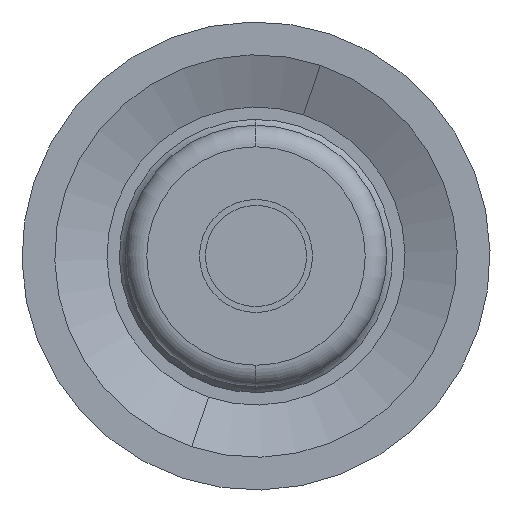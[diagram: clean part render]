
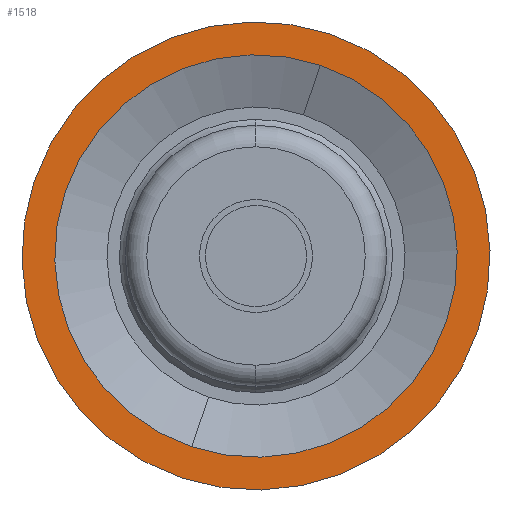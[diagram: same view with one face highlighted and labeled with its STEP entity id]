
A CAD part, left-side view. The second image highlights one B-rep face of the part: STEP entity #1518.
In plain terms, the highlighted planar face has unit normal (-1, 0, 0).
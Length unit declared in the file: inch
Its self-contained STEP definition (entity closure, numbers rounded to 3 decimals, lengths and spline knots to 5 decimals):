
#310 = DIRECTION ( 'NONE',  ( 0., -0.319, 0.948 ) ) ;
#529 = FACE_BOUND ( 'NONE', #869, .T. ) ;
#538 = FACE_OUTER_BOUND ( 'NONE', #873, .T. ) ;
#569 = CIRCLE ( 'NONE', #1262, 0.2175 ) ;
#574 = CIRCLE ( 'NONE', #1260, 0.187 ) ;
#593 = CIRCLE ( 'NONE', #1272, 0.2175 ) ;
#597 = CIRCLE ( 'NONE', #1274, 0.187 ) ;
#869 = EDGE_LOOP ( 'NONE', ( #1172, #1173 ) ) ;
#873 = EDGE_LOOP ( 'NONE', ( #1170, #1171 ) ) ;
#1089 = VERTEX_POINT ( 'NONE', #1751 ) ;
#1094 = VERTEX_POINT ( 'NONE', #1741 ) ;
#1097 = VERTEX_POINT ( 'NONE', #1738 ) ;
#1098 = VERTEX_POINT ( 'NONE', #1737 ) ;
#1170 = ORIENTED_EDGE ( 'NONE', *, *, #1343, .F. ) ;
#1171 = ORIENTED_EDGE ( 'NONE', *, *, #1357, .F. ) ;
#1172 = ORIENTED_EDGE ( 'NONE', *, *, #1361, .T. ) ;
#1173 = ORIENTED_EDGE ( 'NONE', *, *, #1339, .T. ) ;
#1236 = AXIS2_PLACEMENT_3D ( 'NONE', #1674, #1676, #310 ) ;
#1260 = AXIS2_PLACEMENT_3D ( 'NONE', #1828, #1827, #1826 ) ;
#1262 = AXIS2_PLACEMENT_3D ( 'NONE', #1839, #1838, #1837 ) ;
#1272 = AXIS2_PLACEMENT_3D ( 'NONE', #1499, #1497, #1495 ) ;
#1274 = AXIS2_PLACEMENT_3D ( 'NONE', #1613, #1611, #1610 ) ;
#1339 = EDGE_CURVE ( 'NONE', #1094, #1097, #597, .T. ) ;
#1343 = EDGE_CURVE ( 'NONE', #1098, #1089, #593, .T. ) ;
#1357 = EDGE_CURVE ( 'NONE', #1089, #1098, #569, .T. ) ;
#1361 = EDGE_CURVE ( 'NONE', #1097, #1094, #574, .T. ) ;
#1495 = DIRECTION ( 'NONE',  ( 0., -0.319, 0.948 ) ) ;
#1497 = DIRECTION ( 'NONE',  ( 1., 0., 0. ) ) ;
#1499 = CARTESIAN_POINT ( 'NONE',  ( -0.83, 0., 0. ) ) ;
#1518 = ADVANCED_FACE ( 'NONE', ( #538, #529 ), #1671, .F. ) ;
#1610 = DIRECTION ( 'NONE',  ( 0., -0.319, 0.948 ) ) ;
#1611 = DIRECTION ( 'NONE',  ( 1., 0., 0. ) ) ;
#1613 = CARTESIAN_POINT ( 'NONE',  ( -0.83, 0., 0. ) ) ;
#1671 = PLANE ( 'NONE',  #1236 ) ;
#1674 = CARTESIAN_POINT ( 'NONE',  ( -0.83, -0.17723, -0.05965 ) ) ;
#1676 = DIRECTION ( 'NONE',  ( 1., 0., 0. ) ) ;
#1737 = CARTESIAN_POINT ( 'NONE',  ( -0.83, -0.06938, 0.20614 ) ) ;
#1738 = CARTESIAN_POINT ( 'NONE',  ( -0.83, -0.05965, 0.17723 ) ) ;
#1741 = CARTESIAN_POINT ( 'NONE',  ( -0.83, 0.05965, -0.17723 ) ) ;
#1751 = CARTESIAN_POINT ( 'NONE',  ( -0.83, 0.06938, -0.20614 ) ) ;
#1826 = DIRECTION ( 'NONE',  ( 0., -0.319, 0.948 ) ) ;
#1827 = DIRECTION ( 'NONE',  ( 1., 0., 0. ) ) ;
#1828 = CARTESIAN_POINT ( 'NONE',  ( -0.83, 0., 0. ) ) ;
#1837 = DIRECTION ( 'NONE',  ( 0., -0.319, 0.948 ) ) ;
#1838 = DIRECTION ( 'NONE',  ( 1., 0., 0. ) ) ;
#1839 = CARTESIAN_POINT ( 'NONE',  ( -0.83, 0., 0. ) ) ;
